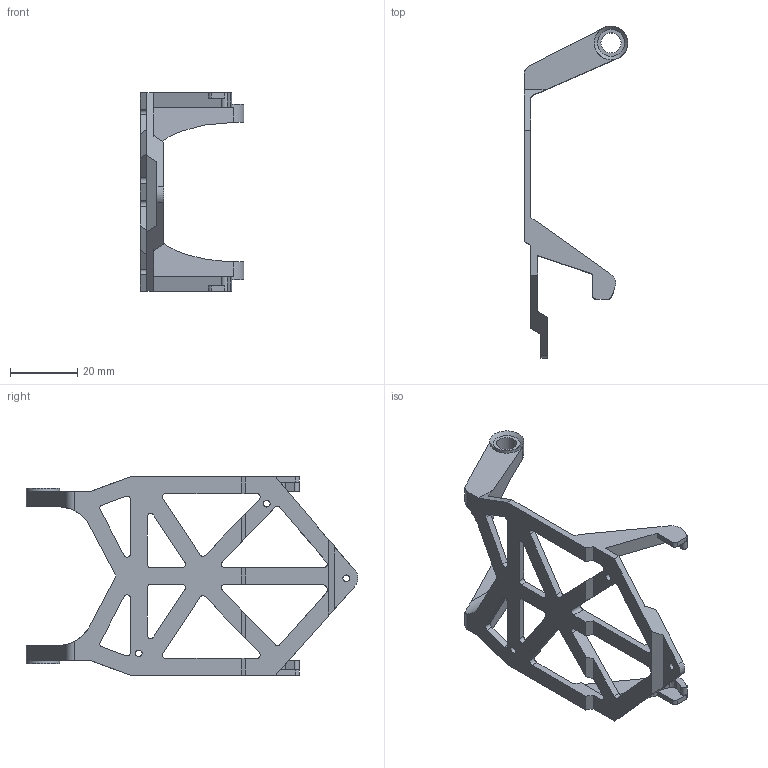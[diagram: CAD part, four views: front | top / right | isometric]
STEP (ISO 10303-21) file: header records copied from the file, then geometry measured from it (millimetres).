
FILE_DESCRIPTION(('FreeCAD Model'),'2;1');
FILE_NAME('Open CASCADE Shape Model','2025-11-23T20:58:00',(''),(''), 'Open CASCADE STEP processor 7.8','FreeCAD','Unknown');
FILE_SCHEMA(('AUTOMOTIVE_DESIGN { 1 0 10303 214 1 1 1 1 }'));
Length unit declared in the file: millimetre
Products named in the file (1): Cover
Bounding box: 30.82 x 98.59 x 59 mm (x, y, z)
Volume: 9191.7 mm3; surface area: 9579 mm2
Topology: 1 solids, 1 shells, 126 faces, 392 edges, 260 vertices
Faces by surface type: plane 78, cylinder 46, cone 2
Full cylindrical faces by diameter (mm): 2 x3, 6 x2, 10 x2
Entity records: 4474 total; most frequent: CARTESIAN_POINT 823, ORIENTED_EDGE 784, DIRECTION 744, EDGE_CURVE 392, LINE 282, VECTOR 282, VERTEX_POINT 260, AXIS2_PLACEMENT_3D 231
